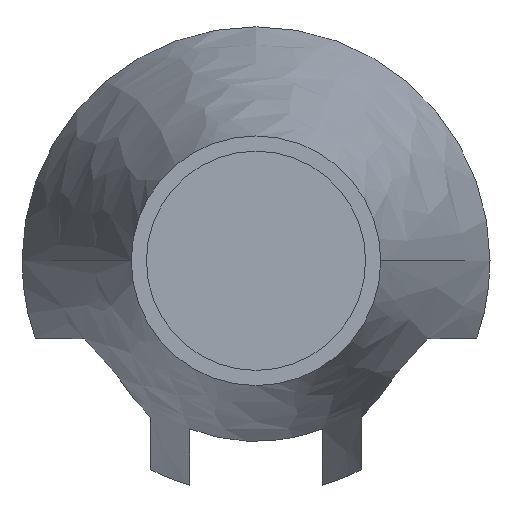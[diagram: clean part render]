
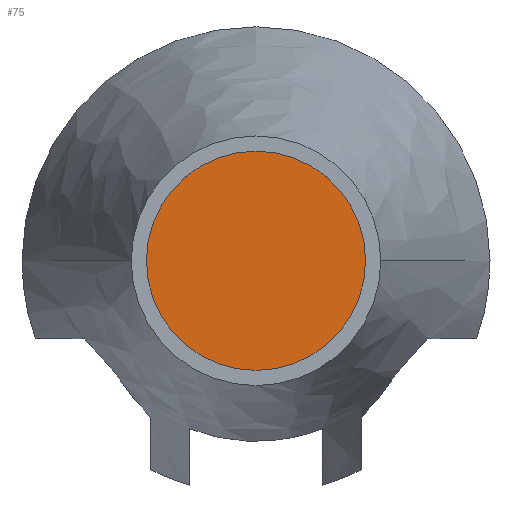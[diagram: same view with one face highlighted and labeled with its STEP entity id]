
A CAD part, front view. The second image highlights one B-rep face of the part: STEP entity #75.
In plain terms, the highlighted planar face has unit normal (0, -1, 0).
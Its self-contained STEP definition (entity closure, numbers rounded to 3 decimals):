
#75 = ADVANCED_FACE ( 'NONE', ( #983 ), #289, .T. ) ;
#104 = CARTESIAN_POINT ( 'NONE',  ( 0., 8.2, 0. ) ) ;
#126 = CIRCLE ( 'NONE', #586, 14.05 ) ;
#154 = ORIENTED_EDGE ( 'NONE', *, *, #774, .T. ) ;
#180 = VERTEX_POINT ( 'NONE', #882 ) ;
#289 = PLANE ( 'NONE',  #705 ) ;
#330 = EDGE_CURVE ( 'NONE', #1148, #180, #126, .T. ) ;
#514 = CARTESIAN_POINT ( 'NONE',  ( 0., 8.2, 14.05 ) ) ;
#518 = EDGE_LOOP ( 'NONE', ( #154, #637 ) ) ;
#586 = AXIS2_PLACEMENT_3D ( 'NONE', #104, #1167, #978 ) ;
#637 = ORIENTED_EDGE ( 'NONE', *, *, #330, .T. ) ;
#650 = AXIS2_PLACEMENT_3D ( 'NONE', #979, #1086, #895 ) ;
#705 = AXIS2_PLACEMENT_3D ( 'NONE', #769, #1061, #1050 ) ;
#768 = CIRCLE ( 'NONE', #650, 14.05 ) ;
#769 = CARTESIAN_POINT ( 'NONE',  ( 0., 8.2, 0. ) ) ;
#774 = EDGE_CURVE ( 'NONE', #180, #1148, #768, .T. ) ;
#882 = CARTESIAN_POINT ( 'NONE',  ( 0., 8.2, -14.05 ) ) ;
#895 = DIRECTION ( 'NONE',  ( 0., 0., -1. ) ) ;
#978 = DIRECTION ( 'NONE',  ( 0., 0., -1. ) ) ;
#979 = CARTESIAN_POINT ( 'NONE',  ( 0., 8.2, 0. ) ) ;
#983 = FACE_OUTER_BOUND ( 'NONE', #518, .T. ) ;
#1050 = DIRECTION ( 'NONE',  ( 0., 0., -1. ) ) ;
#1061 = DIRECTION ( 'NONE',  ( 0., -1., 0. ) ) ;
#1086 = DIRECTION ( 'NONE',  ( 0., -1., 0. ) ) ;
#1148 = VERTEX_POINT ( 'NONE', #514 ) ;
#1167 = DIRECTION ( 'NONE',  ( 0., -1., 0. ) ) ;
